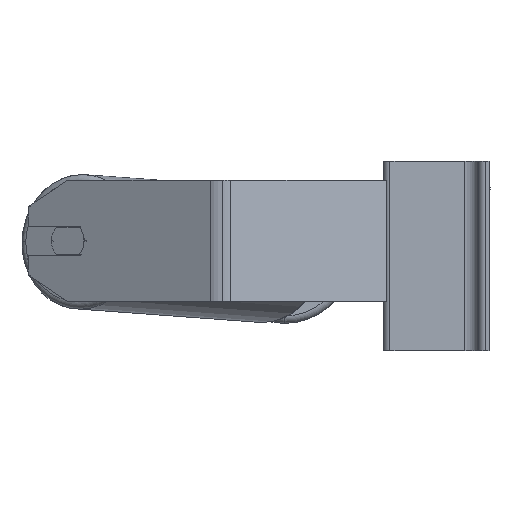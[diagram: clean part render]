
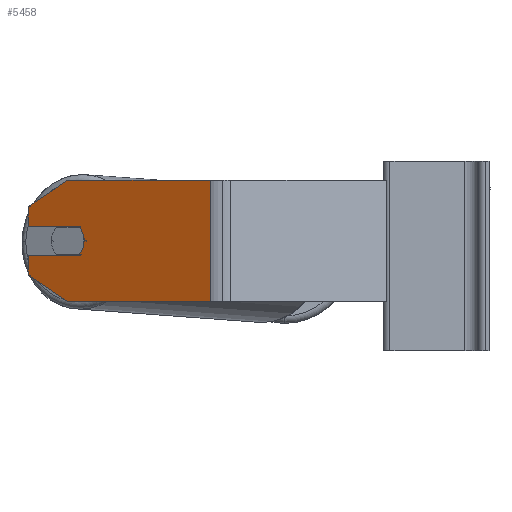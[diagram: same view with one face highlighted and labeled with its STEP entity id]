
A CAD part, left-side view. The second image highlights one B-rep face of the part: STEP entity #5458.
In plain terms, the highlighted planar face has unit normal (-0.866, 0.5, 0).
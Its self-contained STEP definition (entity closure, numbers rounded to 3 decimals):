
#19 = EDGE_CURVE ( 'NONE', #5183, #8152, #5942, .T. ) ;
#344 = EDGE_CURVE ( 'NONE', #7564, #9168, #1396, .T. ) ;
#371 = CARTESIAN_POINT ( 'NONE',  ( -379.223, 252.314, 32.679 ) ) ;
#420 = CARTESIAN_POINT ( 'NONE',  ( -379.223, 252.314, 50. ) ) ;
#512 = AXIS2_PLACEMENT_3D ( 'NONE', #2015, #8288, #915 ) ;
#624 = CARTESIAN_POINT ( 'NONE',  ( -379.223, 252.314, -12.679 ) ) ;
#630 = LINE ( 'NONE', #8978, #4351 ) ;
#677 = LINE ( 'NONE', #7203, #8156 ) ;
#801 = EDGE_CURVE ( 'NONE', #2931, #9168, #677, .T. ) ;
#838 = CARTESIAN_POINT ( 'NONE',  ( -379.223, 252.314, 19.5 ) ) ;
#847 = VERTEX_POINT ( 'NONE', #3016 ) ;
#880 = DIRECTION ( 'NONE',  ( 0., 0., -1. ) ) ;
#915 = DIRECTION ( 'NONE',  ( -0.5, -0.866, 0. ) ) ;
#986 = DIRECTION ( 'NONE',  ( 0.433, 0.75, -0.5 ) ) ;
#993 = CARTESIAN_POINT ( 'NONE',  ( -398.285, 219.298, 0.5 ) ) ;
#1083 = AXIS2_PLACEMENT_3D ( 'NONE', #420, #3769, #2967 ) ;
#1339 = VECTOR ( 'NONE', #880, 1000. ) ;
#1396 = LINE ( 'NONE', #8721, #9870 ) ;
#1397 = EDGE_CURVE ( 'NONE', #6001, #3284, #5729, .T. ) ;
#2015 = CARTESIAN_POINT ( 'NONE',  ( -394.223, 226.334, 10. ) ) ;
#2264 = CARTESIAN_POINT ( 'NONE',  ( -448.679, 132.012, -30. ) ) ;
#2417 = CARTESIAN_POINT ( 'NONE',  ( -394.223, 226.334, 50. ) ) ;
#2558 = CARTESIAN_POINT ( 'NONE',  ( -398.285, 219.298, 19.5 ) ) ;
#2732 = VECTOR ( 'NONE', #6387, 1000. ) ;
#2790 = CARTESIAN_POINT ( 'NONE',  ( -394.223, 226.334, 10. ) ) ;
#2871 = ORIENTED_EDGE ( 'NONE', *, *, #5028, .F. ) ;
#2931 = VERTEX_POINT ( 'NONE', #7502 ) ;
#2967 = DIRECTION ( 'NONE',  ( 0.5, 0.866, 0. ) ) ;
#3016 = CARTESIAN_POINT ( 'NONE',  ( -379.223, 252.314, 0.5 ) ) ;
#3201 = EDGE_LOOP ( 'NONE', ( #10422, #4494, #5198, #3917, #6126, #6683, #9963, #4887, #3376, #2871, #5293 ) ) ;
#3243 = DIRECTION ( 'NONE',  ( -0.5, -0.866, 0. ) ) ;
#3284 = VERTEX_POINT ( 'NONE', #371 ) ;
#3328 = LINE ( 'NONE', #9073, #2732 ) ;
#3376 = ORIENTED_EDGE ( 'NONE', *, *, #19, .F. ) ;
#3426 = LINE ( 'NONE', #6699, #10521 ) ;
#3769 = DIRECTION ( 'NONE',  ( 0.866, -0.5, 0. ) ) ;
#3790 = CIRCLE ( 'NONE', #512, 12.5 ) ;
#3894 = DIRECTION ( 'NONE',  ( -0.866, 0.5, 0. ) ) ;
#3917 = ORIENTED_EDGE ( 'NONE', *, *, #344, .F. ) ;
#3974 = EDGE_CURVE ( 'NONE', #6001, #7564, #3328, .T. ) ;
#4038 = EDGE_CURVE ( 'NONE', #847, #9153, #4778, .T. ) ;
#4191 = VERTEX_POINT ( 'NONE', #993 ) ;
#4351 = VECTOR ( 'NONE', #3243, 1000. ) ;
#4494 = ORIENTED_EDGE ( 'NONE', *, *, #6244, .T. ) ;
#4512 = FACE_OUTER_BOUND ( 'NONE', #3201, .T. ) ;
#4596 = EDGE_CURVE ( 'NONE', #8152, #9074, #9076, .T. ) ;
#4635 = DIRECTION ( 'NONE',  ( 0., 0., -1. ) ) ;
#4704 = EDGE_CURVE ( 'NONE', #3284, #9074, #6919, .T. ) ;
#4778 = LINE ( 'NONE', #8154, #1339 ) ;
#4887 = ORIENTED_EDGE ( 'NONE', *, *, #4596, .F. ) ;
#5028 = EDGE_CURVE ( 'NONE', #4191, #5183, #3790, .T. ) ;
#5183 = VERTEX_POINT ( 'NONE', #7061 ) ;
#5198 = ORIENTED_EDGE ( 'NONE', *, *, #801, .T. ) ;
#5293 = ORIENTED_EDGE ( 'NONE', *, *, #6789, .F. ) ;
#5458 = ADVANCED_FACE ( 'NONE', ( #4512 ), #7902, .F. ) ;
#5681 = CARTESIAN_POINT ( 'NONE',  ( -379.223, 252.314, 32.679 ) ) ;
#5729 = LINE ( 'NONE', #5681, #5939 ) ;
#5900 = DIRECTION ( 'NONE',  ( 0.5, 0.866, 0. ) ) ;
#5939 = VECTOR ( 'NONE', #986, 1000. ) ;
#5942 = CIRCLE ( 'NONE', #9007, 12.5 ) ;
#5980 = CARTESIAN_POINT ( 'NONE',  ( -379.223, 252.314, 19.5 ) ) ;
#6001 = VERTEX_POINT ( 'NONE', #2417 ) ;
#6012 = CARTESIAN_POINT ( 'NONE',  ( -379.223, 252.314, 50. ) ) ;
#6126 = ORIENTED_EDGE ( 'NONE', *, *, #3974, .F. ) ;
#6244 = EDGE_CURVE ( 'NONE', #9153, #2931, #3426, .T. ) ;
#6288 = DIRECTION ( 'NONE',  ( -0.5, -0.866, 0. ) ) ;
#6387 = DIRECTION ( 'NONE',  ( -0.5, -0.866, 0. ) ) ;
#6683 = ORIENTED_EDGE ( 'NONE', *, *, #1397, .T. ) ;
#6699 = CARTESIAN_POINT ( 'NONE',  ( -394.223, 226.334, -30. ) ) ;
#6789 = EDGE_CURVE ( 'NONE', #847, #4191, #630, .T. ) ;
#6867 = CARTESIAN_POINT ( 'NONE',  ( -448.679, 132.012, 50. ) ) ;
#6919 = LINE ( 'NONE', #6012, #9282 ) ;
#7061 = CARTESIAN_POINT ( 'NONE',  ( -400.473, 215.508, 10. ) ) ;
#7203 = CARTESIAN_POINT ( 'NONE',  ( -379.223, 252.314, -30. ) ) ;
#7502 = CARTESIAN_POINT ( 'NONE',  ( -394.223, 226.334, -30. ) ) ;
#7564 = VERTEX_POINT ( 'NONE', #6867 ) ;
#7902 = PLANE ( 'NONE',  #1083 ) ;
#8152 = VERTEX_POINT ( 'NONE', #2558 ) ;
#8154 = CARTESIAN_POINT ( 'NONE',  ( -379.223, 252.314, 50. ) ) ;
#8156 = VECTOR ( 'NONE', #6288, 1000. ) ;
#8288 = DIRECTION ( 'NONE',  ( -0.866, 0.5, 0. ) ) ;
#8721 = CARTESIAN_POINT ( 'NONE',  ( -448.679, 132.012, 50. ) ) ;
#8740 = VECTOR ( 'NONE', #5900, 1000. ) ;
#8978 = CARTESIAN_POINT ( 'NONE',  ( -379.223, 252.314, 0.5 ) ) ;
#9007 = AXIS2_PLACEMENT_3D ( 'NONE', #2790, #3894, #9281 ) ;
#9073 = CARTESIAN_POINT ( 'NONE',  ( -379.223, 252.314, 50. ) ) ;
#9074 = VERTEX_POINT ( 'NONE', #5980 ) ;
#9076 = LINE ( 'NONE', #838, #8740 ) ;
#9153 = VERTEX_POINT ( 'NONE', #624 ) ;
#9168 = VERTEX_POINT ( 'NONE', #2264 ) ;
#9281 = DIRECTION ( 'NONE',  ( -0.5, -0.866, 0. ) ) ;
#9282 = VECTOR ( 'NONE', #9285, 1000. ) ;
#9285 = DIRECTION ( 'NONE',  ( 0., 0., -1. ) ) ;
#9870 = VECTOR ( 'NONE', #4635, 1000. ) ;
#9963 = ORIENTED_EDGE ( 'NONE', *, *, #4704, .T. ) ;
#9976 = DIRECTION ( 'NONE',  ( -0.433, -0.75, -0.5 ) ) ;
#10422 = ORIENTED_EDGE ( 'NONE', *, *, #4038, .T. ) ;
#10521 = VECTOR ( 'NONE', #9976, 1000. ) ;
